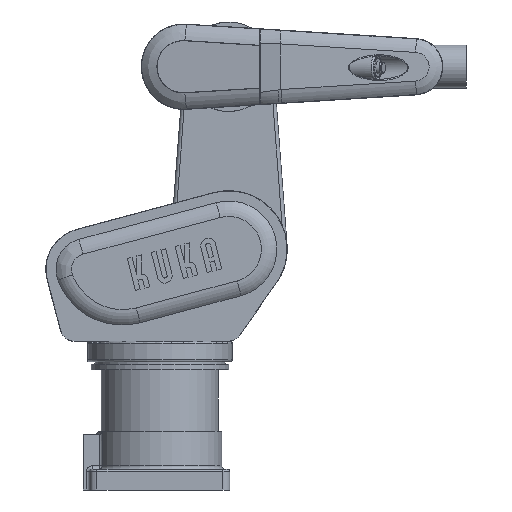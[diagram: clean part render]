
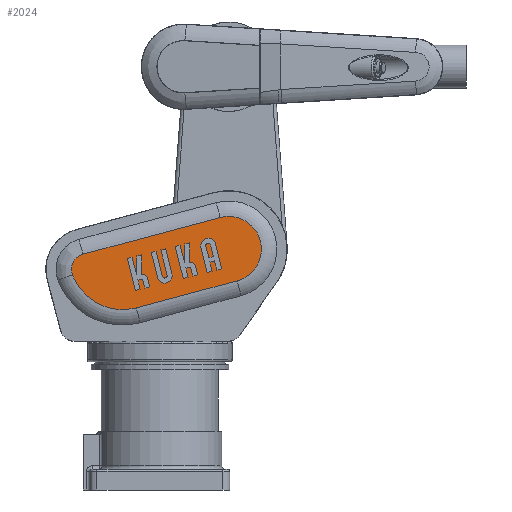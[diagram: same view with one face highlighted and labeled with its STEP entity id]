
A CAD part, front view. The second image highlights one B-rep face of the part: STEP entity #2024.
In plain terms, the highlighted planar face has unit normal (0, -1, 0).
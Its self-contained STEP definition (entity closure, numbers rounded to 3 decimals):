
#2024=ADVANCED_FACE('',(#2744),#2492,.T.);
#2492=PLANE('',#9243);
#2744=FACE_OUTER_BOUND('',#3208,.T.);
#3208=EDGE_LOOP('',(#4302,#4303,#4304,#4305,#4306));
#3754=CIRCLE('',#9240,22.639);
#3755=CIRCLE('',#9241,77.639);
#3756=CIRCLE('',#9242,47.639);
#4302=ORIENTED_EDGE('',*,*,#7028,.T.);
#4303=ORIENTED_EDGE('',*,*,#7029,.T.);
#4304=ORIENTED_EDGE('',*,*,#7030,.T.);
#4305=ORIENTED_EDGE('',*,*,#7031,.T.);
#4306=ORIENTED_EDGE('',*,*,#7032,.T.);
#6295=VERTEX_POINT('',#12388);
#6296=VERTEX_POINT('',#12389);
#6297=VERTEX_POINT('',#12391);
#6298=VERTEX_POINT('',#12393);
#6299=VERTEX_POINT('',#12395);
#7028=EDGE_CURVE('',#6295,#6296,#3754,.T.);
#7029=EDGE_CURVE('',#6296,#6297,#3755,.T.);
#7030=EDGE_CURVE('',#6297,#6298,#8068,.T.);
#7031=EDGE_CURVE('',#6298,#6299,#3756,.T.);
#7032=EDGE_CURVE('',#6299,#6295,#8069,.T.);
#8068=LINE('',#12392,#8654);
#8069=LINE('',#12396,#8655);
#8654=VECTOR('',#10238,1.);
#8655=VECTOR('',#10241,1.);
#9240=AXIS2_PLACEMENT_3D('',#12387,#10234,#10235);
#9241=AXIS2_PLACEMENT_3D('',#12390,#10236,#10237);
#9242=AXIS2_PLACEMENT_3D('',#12394,#10239,#10240);
#9243=AXIS2_PLACEMENT_3D('',#12397,#10242,#10243);
#10234=DIRECTION('',(0.,-1.,0.));
#10235=DIRECTION('',(0.,0.,-1.));
#10236=DIRECTION('',(0.,-1.,0.));
#10237=DIRECTION('',(0.,0.,-1.));
#10238=DIRECTION('',(0.966,0.,0.259));
#10239=DIRECTION('',(0.,-1.,0.));
#10240=DIRECTION('',(0.,0.,-1.));
#10241=DIRECTION('',(-0.966,0.,-0.259));
#10242=DIRECTION('',(0.,-1.,0.));
#10243=DIRECTION('',(0.,0.,-1.));
#12387=CARTESIAN_POINT('',(-105.938,-138.5,320.701));
#12388=CARTESIAN_POINT('',(-111.797,-138.5,342.569));
#12389=CARTESIAN_POINT('',(-127.183,-138.5,312.878));
#12390=CARTESIAN_POINT('',(-54.326,-138.5,339.707));
#12391=CARTESIAN_POINT('',(-34.232,-138.5,264.713));
#12392=CARTESIAN_POINT('',(112.33,-138.5,303.984));
#12393=CARTESIAN_POINT('',(112.33,-138.5,303.984));
#12394=CARTESIAN_POINT('',(100.,-138.5,350.));
#12395=CARTESIAN_POINT('',(87.67,-138.5,396.016));
#12396=CARTESIAN_POINT('',(-111.797,-138.5,342.569));
#12397=CARTESIAN_POINT('',(100.,-138.5,350.));
